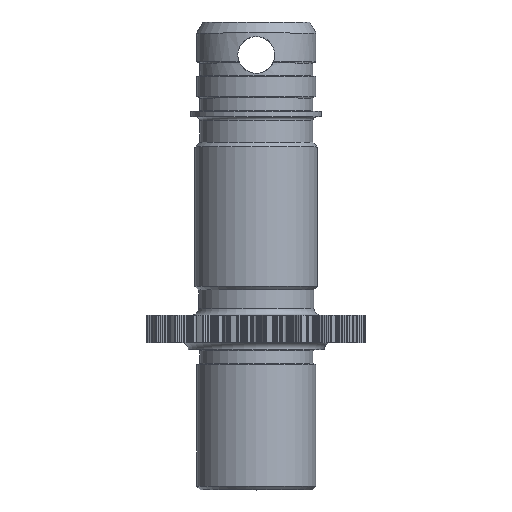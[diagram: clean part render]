
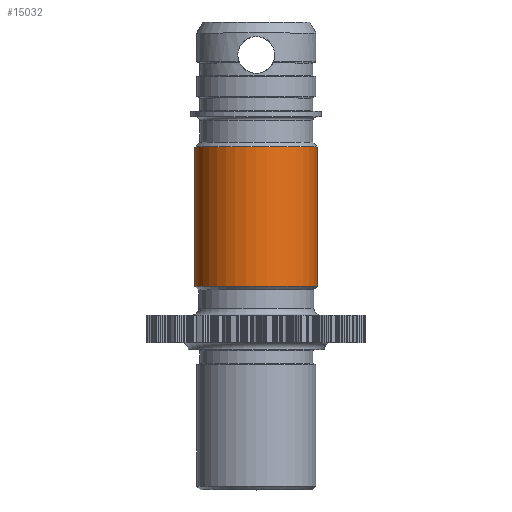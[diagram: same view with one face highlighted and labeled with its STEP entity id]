
A CAD part, top view. The second image highlights one B-rep face of the part: STEP entity #15032.
In plain terms, the highlighted cylindrical face has radius 1.69 mm (diameter 3.38 mm), a partial arc.
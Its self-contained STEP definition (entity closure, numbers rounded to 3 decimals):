
#5915=CARTESIAN_POINT('',(0.,5.613,0.));
#5916=DIRECTION('',(0.,-1.,0.));
#5917=DIRECTION('',(1.,0.,0.));
#5918=AXIS2_PLACEMENT_3D('',#5915,#5916,#5917);
#5920=DIRECTION('',(0.,-1.,0.));
#5921=VECTOR('',#5920,3.842);
#5922=CARTESIAN_POINT('',(1.69,9.455,0.));
#5923=LINE('',#5922,#5921);
#5924=DIRECTION('',(0.,-1.,0.));
#5925=VECTOR('',#5924,3.842);
#5926=CARTESIAN_POINT('',(-1.69,9.455,0.));
#5927=LINE('',#5926,#5925);
#5928=CARTESIAN_POINT('',(0.,9.455,0.));
#5929=DIRECTION('',(0.,-1.,0.));
#5930=DIRECTION('',(1.,0.,0.));
#5931=AXIS2_PLACEMENT_3D('',#5928,#5929,#5930);
#9266=CARTESIAN_POINT('',(1.69,5.613,0.));
#9268=VERTEX_POINT('',#9266);
#10770=CARTESIAN_POINT('',(1.69,9.455,0.));
#10771=VERTEX_POINT('',#10770);
#10772=CARTESIAN_POINT('',(-1.69,9.455,0.));
#10773=VERTEX_POINT('',#10772);
#10776=CARTESIAN_POINT('',(-1.69,5.613,0.));
#10777=VERTEX_POINT('',#10776);
#15018=CARTESIAN_POINT('',(0.,4.539,0.));
#15019=DIRECTION('',(0.,1.,0.));
#15020=DIRECTION('',(1.,0.,0.));
#15021=AXIS2_PLACEMENT_3D('',#15018,#15019,#15020);
#15022=CYLINDRICAL_SURFACE('',#15021,1.69);
#15024=ORIENTED_EDGE('',*,*,#15023,.T.);
#15025=ORIENTED_EDGE('',*,*,#15013,.T.);
#15027=ORIENTED_EDGE('',*,*,#15026,.F.);
#15029=ORIENTED_EDGE('',*,*,#15028,.F.);
#15030=EDGE_LOOP('',(#15024,#15025,#15027,#15029));
#15031=FACE_OUTER_BOUND('',#15030,.F.);
#5919=CIRCLE('',#5918,1.69);
#5932=CIRCLE('',#5931,1.69);
#15013=EDGE_CURVE('',#9268,#10777,#5919,.T.);
#15023=EDGE_CURVE('',#10771,#9268,#5923,.T.);
#15026=EDGE_CURVE('',#10773,#10777,#5927,.T.);
#15028=EDGE_CURVE('',#10771,#10773,#5932,.T.);
#15032=ADVANCED_FACE('',(#15031),#15022,.T.);
